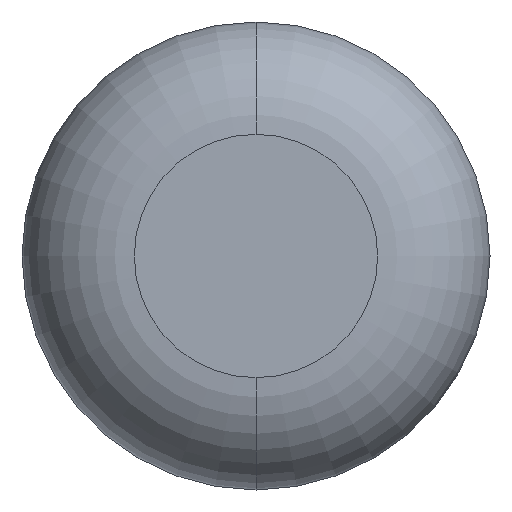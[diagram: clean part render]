
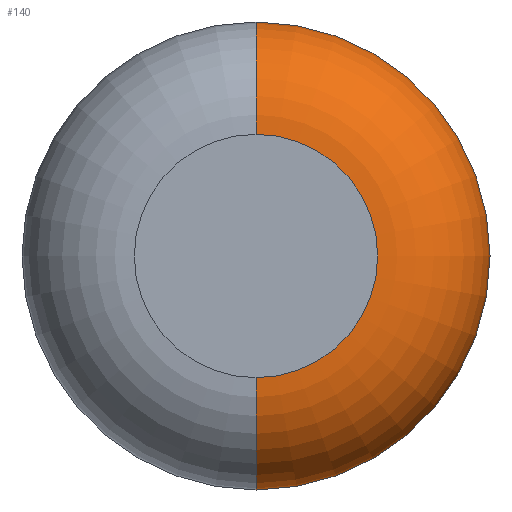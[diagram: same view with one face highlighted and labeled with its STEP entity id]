
A CAD part, front view. The second image highlights one B-rep face of the part: STEP entity #140.
In plain terms, the highlighted toroidal (fillet/blend) face has major radius 1.651 mm and minor radius 1.524 mm.
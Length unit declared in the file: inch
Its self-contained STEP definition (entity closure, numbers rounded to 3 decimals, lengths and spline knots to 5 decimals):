
#6 = FACE_OUTER_BOUND ( 'NONE', #85, .T. ) ;
#14 = CARTESIAN_POINT ( 'NONE',  ( 0., 0.06, 0. ) ) ;
#15 = CIRCLE ( 'NONE', #246, 0.125 ) ;
#16 = ORIENTED_EDGE ( 'NONE', *, *, #327, .F. ) ;
#30 = ORIENTED_EDGE ( 'NONE', *, *, #262, .F. ) ;
#34 = TOROIDAL_SURFACE ( 'NONE', #383, 0.065, 0.06 ) ;
#40 = DIRECTION ( 'NONE',  ( 0., 0., -1. ) ) ;
#56 = CARTESIAN_POINT ( 'NONE',  ( 0., 0.06, -0.125 ) ) ;
#58 = CIRCLE ( 'NONE', #191, 0.06 ) ;
#59 = EDGE_CURVE ( 'NONE', #308, #380, #58, .T. ) ;
#68 = ORIENTED_EDGE ( 'NONE', *, *, #251, .T. ) ;
#84 = CARTESIAN_POINT ( 'NONE',  ( 0., 0., 0. ) ) ;
#85 = EDGE_LOOP ( 'NONE', ( #68, #118, #16, #30 ) ) ;
#96 = AXIS2_PLACEMENT_3D ( 'NONE', #138, #264, #102 ) ;
#102 = DIRECTION ( 'NONE',  ( 0., 0., 1. ) ) ;
#112 = AXIS2_PLACEMENT_3D ( 'NONE', #84, #338, #331 ) ;
#118 = ORIENTED_EDGE ( 'NONE', *, *, #59, .T. ) ;
#138 = CARTESIAN_POINT ( 'NONE',  ( 0., 0.06, -0.065 ) ) ;
#140 = ADVANCED_FACE ( 'NONE', ( #6 ), #34, .T. ) ;
#145 = CIRCLE ( 'NONE', #96, 0.06 ) ;
#191 = AXIS2_PLACEMENT_3D ( 'NONE', #295, #322, #40 ) ;
#210 = CARTESIAN_POINT ( 'NONE',  ( 0., 0., 0.065 ) ) ;
#228 = VERTEX_POINT ( 'NONE', #230 ) ;
#230 = CARTESIAN_POINT ( 'NONE',  ( 0., 0., -0.065 ) ) ;
#234 = DIRECTION ( 'NONE',  ( 0., -1., 0. ) ) ;
#238 = DIRECTION ( 'NONE',  ( 0., 0., -1. ) ) ;
#243 = DIRECTION ( 'NONE',  ( 0., -1., 0. ) ) ;
#246 = AXIS2_PLACEMENT_3D ( 'NONE', #14, #234, #238 ) ;
#251 = EDGE_CURVE ( 'NONE', #349, #308, #15, .T. ) ;
#262 = EDGE_CURVE ( 'NONE', #349, #228, #145, .T. ) ;
#264 = DIRECTION ( 'NONE',  ( -1., 0., 0. ) ) ;
#287 = CIRCLE ( 'NONE', #112, 0.065 ) ;
#295 = CARTESIAN_POINT ( 'NONE',  ( 0., 0.06, 0.065 ) ) ;
#301 = CARTESIAN_POINT ( 'NONE',  ( 0., 0.06, 0. ) ) ;
#308 = VERTEX_POINT ( 'NONE', #365 ) ;
#322 = DIRECTION ( 'NONE',  ( 1., 0., 0. ) ) ;
#327 = EDGE_CURVE ( 'NONE', #228, #380, #287, .T. ) ;
#331 = DIRECTION ( 'NONE',  ( 0., 0., -1. ) ) ;
#333 = DIRECTION ( 'NONE',  ( 0., 0., -1. ) ) ;
#338 = DIRECTION ( 'NONE',  ( 0., -1., 0. ) ) ;
#349 = VERTEX_POINT ( 'NONE', #56 ) ;
#365 = CARTESIAN_POINT ( 'NONE',  ( 0., 0.06, 0.125 ) ) ;
#380 = VERTEX_POINT ( 'NONE', #210 ) ;
#383 = AXIS2_PLACEMENT_3D ( 'NONE', #301, #243, #333 ) ;
